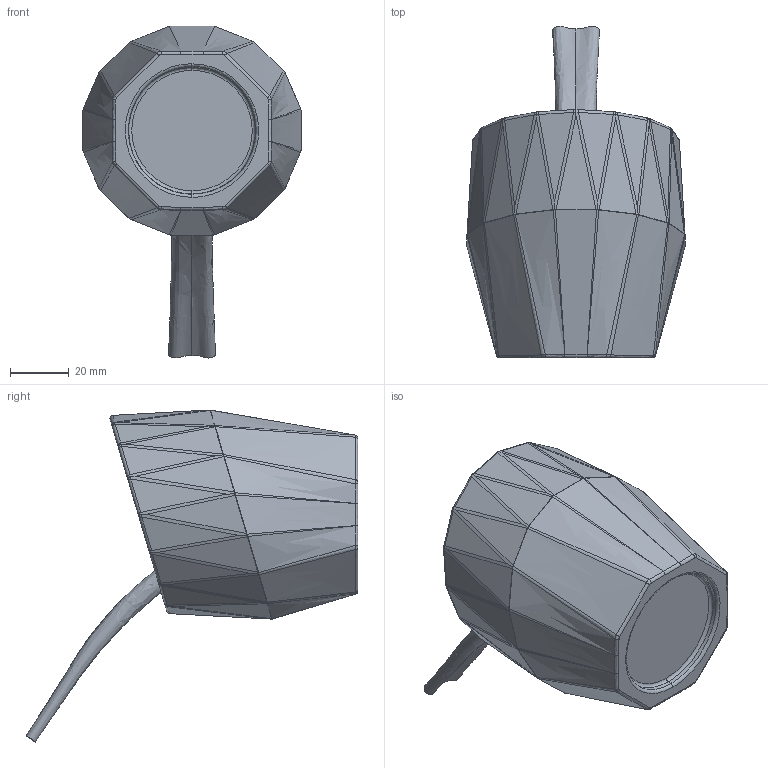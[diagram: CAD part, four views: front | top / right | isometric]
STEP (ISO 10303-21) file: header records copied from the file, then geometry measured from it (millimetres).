
FILE_DESCRIPTION(('FreeCAD Model'),'2;1');
FILE_NAME('Open CASCADE Shape Model','2025-05-03T22:17:41',('FreeCAD'),( 'FreeCAD'),'Open CASCADE STEP processor 7.6','FreeCAD','Unknown');
FILE_SCHEMA(('AUTOMOTIVE_DESIGN { 1 0 10303 214 1 1 1 1 }'));
Products named in the file (1): Open CASCADE STEP translator 7.6 1
Bounding box: 74.47 x 113.33 x 113.38 mm (x, y, z)
Volume: 104298.5 mm3; surface area: 44188.4 mm2
Topology: 2 solids, 2 shells, 292 faces, 738 edges, 450 vertices
Faces by surface type: bspline 292
Entity records: 58311 total; most frequent: CARTESIAN_POINT 54197, ORIENTED_EDGE 1476, EDGE_CURVE 738, B_SPLINE_CURVE_WITH_KNOTS 481, VERTEX_POINT 450, FACE_BOUND 294, EDGE_LOOP 294, ADVANCED_FACE 292
